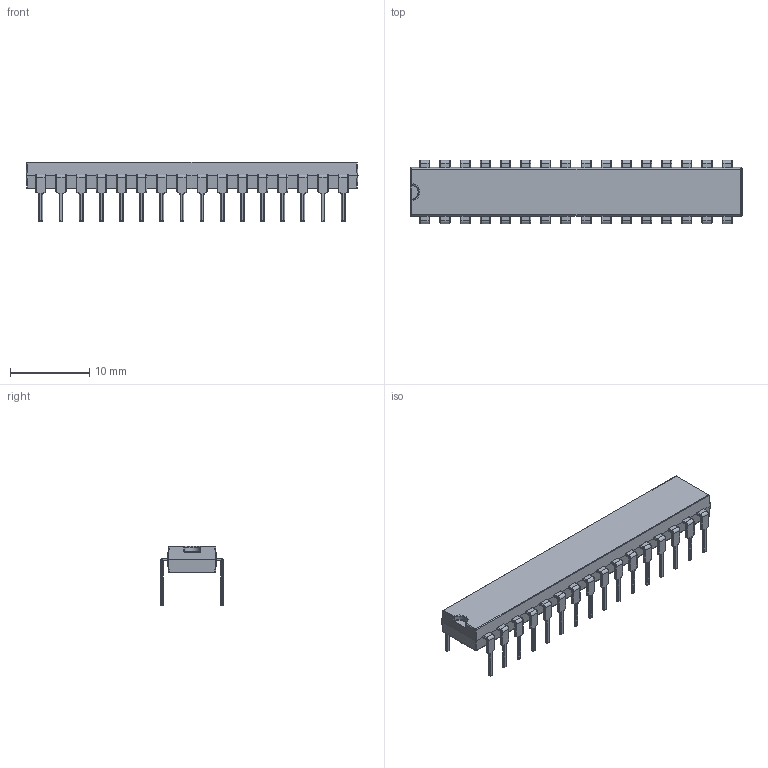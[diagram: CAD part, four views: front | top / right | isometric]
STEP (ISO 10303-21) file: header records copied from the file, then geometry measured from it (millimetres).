
FILE_DESCRIPTION(/* description */ (''),/* implementation_level */ '2;1');
FILE_NAME(/* name */ 'DIP32 W7.62mm Package.STEP',/* time_stamp */ '2019-09-16T15:14:26+02:00',/* author */ ('PCB-Tech'),/* organization */ (''),/* preprocessor_version */ 'ST-DEVELOPER v17',/* originating_system */ 'Autodesk Inventor 2019',/* authorisation */ '');
FILE_SCHEMA (('AUTOMOTIVE_DESIGN { 1 0 10303 214 3 1 1 }'));
Length unit declared in the file: millimetre
Products named in the file (3): DIP32 W7.62mm Package; DIP-32 W7.62; IC Beinchen
Assembly tree (33 placements, depth 2):
  DIP32 W7.62mm Package
    IC Beinchen  x32
    DIP-32 W7.62
Bounding box: 41.84 x 7.97 x 7.5 mm (x, y, z)
Volume: 903.6 mm3; surface area: 1473.6 mm2
Topology: 33 solids, 33 shells, 2064 faces, 4672 edges, 2672 vertices
Faces by surface type: cylinder 979, plane 555, sphere 266, torus 258, bspline 6
Entity records: 13082 total; most frequent: CARTESIAN_POINT 2558, DIRECTION 2268, ORIENTED_EDGE 2148, EDGE_CURVE 1074, AXIS2_PLACEMENT_3D 782, LINE 704, VECTOR 704, VERTEX_POINT 688
